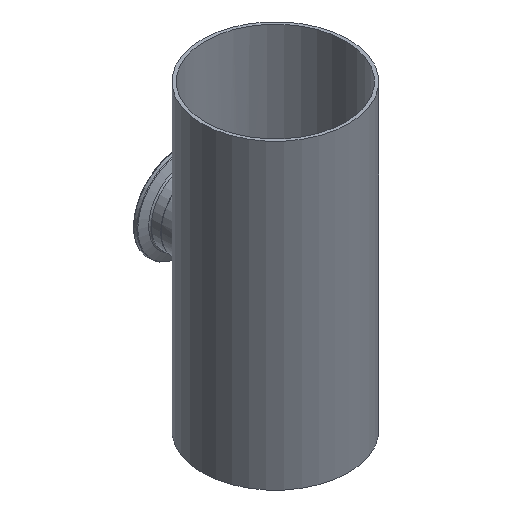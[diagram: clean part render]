
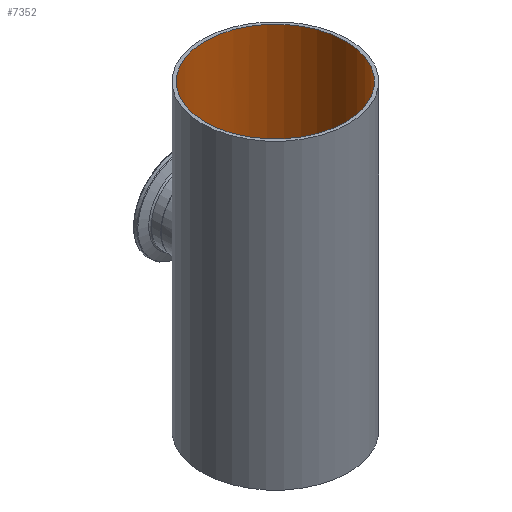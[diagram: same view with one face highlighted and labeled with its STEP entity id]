
A CAD part, isometric view. The second image highlights one B-rep face of the part: STEP entity #7352.
In plain terms, the highlighted cylindrical face has radius 48.692 mm (diameter 97.384 mm), a full revolution.
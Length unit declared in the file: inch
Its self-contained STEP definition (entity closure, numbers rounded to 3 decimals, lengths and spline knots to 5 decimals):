
#170=FACE_BOUND('',#1398,.T.);
#171=FACE_BOUND('',#1399,.T.);
#172=FACE_BOUND('',#1400,.T.);
#1398=EDGE_LOOP('',(#6852));
#1399=EDGE_LOOP('',(#6853));
#1400=EDGE_LOOP('',(#6854));
#1747=B_SPLINE_CURVE_WITH_KNOTS('',3,(#15913,#15914,#15915,#15916,#15917,
#15918,#15919,#15920,#15921,#15922,#15923,#15924,#15925,#15926,#15927,#15928,
#15929,#15930,#15931,#15932,#15933,#15934,#15935,#15936,#15937,#15938,#15939,
#15940,#15941,#15942,#15943,#15944,#15945,#15946,#15947,#15948,#15949,#15950,
#15951,#15952,#15953,#15954,#15955,#15956,#15957,#15958,#15959,#15960,#15961,
#15962,#15963,#15964,#15965,#15966,#15967,#15968,#15969,#15970,#15971,#15972,
#15973,#15974,#15975,#15976,#15977,#15978),.UNSPECIFIED.,.T.,.F.,(4,2,2,
2,2,2,2,2,2,2,2,2,2,2,2,2,2,2,2,2,2,2,2,2,2,2,2,2,2,2,2,2,4),(0.,0.45649,
0.91299,1.36948,1.82597,2.28135,2.73674,
3.19212,3.6475,4.10288,4.55826,5.01365,
5.46903,5.92552,6.38201,6.83851,7.295,
7.75149,8.20799,8.66448,9.12097,9.57636,
10.03174,10.48712,10.9425,11.39788,11.85326,
12.30865,12.76403,13.22052,13.67701,14.13351,
14.59),.UNSPECIFIED.);
#2909=CIRCLE('',#7817,1.917);
#2910=CIRCLE('',#7818,1.917);
#3632=VERTEX_POINT('',#15912);
#3634=VERTEX_POINT('',#15982);
#3635=VERTEX_POINT('',#15984);
#4707=EDGE_CURVE('',#3632,#3632,#1747,.T.);
#4709=EDGE_CURVE('',#3634,#3634,#2909,.T.);
#4710=EDGE_CURVE('',#3635,#3635,#2910,.T.);
#6852=ORIENTED_EDGE('',*,*,#4707,.T.);
#6853=ORIENTED_EDGE('',*,*,#4709,.F.);
#6854=ORIENTED_EDGE('',*,*,#4710,.F.);
#6902=CYLINDRICAL_SURFACE('',#7816,1.917);
#7352=ADVANCED_FACE('',(#170,#171,#172),#6902,.F.);
#7816=AXIS2_PLACEMENT_3D('',#15981,#9249,#9250);
#7817=AXIS2_PLACEMENT_3D('',#15983,#9251,#9252);
#7818=AXIS2_PLACEMENT_3D('',#15985,#9253,#9254);
#9249=DIRECTION('center_axis',(0.,0.,-1.));
#9250=DIRECTION('ref_axis',(-1.,0.,0.));
#9251=DIRECTION('center_axis',(0.,0.,-1.));
#9252=DIRECTION('ref_axis',(-1.,0.,0.));
#9253=DIRECTION('center_axis',(0.,0.,1.));
#9254=DIRECTION('ref_axis',(-1.,0.,0.));
#15912=CARTESIAN_POINT('',(-0.935,1.9141,7.44106));
#15913=CARTESIAN_POINT('Ctrl Pts',(-0.935,1.9141,7.44106));
#15914=CARTESIAN_POINT('Ctrl Pts',(-0.935,1.9141,7.50097));
#15915=CARTESIAN_POINT('Ctrl Pts',(-0.92915,1.91741,7.5625));
#15916=CARTESIAN_POINT('Ctrl Pts',(-0.90497,1.93059,
7.68417));
#15917=CARTESIAN_POINT('Ctrl Pts',(-0.88665,1.94043,7.74429));
#15918=CARTESIAN_POINT('Ctrl Pts',(-0.83867,1.9646,
7.85907));
#15919=CARTESIAN_POINT('Ctrl Pts',(-0.80897,1.97893,
7.91383));
#15920=CARTESIAN_POINT('Ctrl Pts',(-0.74072,2.00909,
8.01489));
#15921=CARTESIAN_POINT('Ctrl Pts',(-0.70214,2.0249,
8.0612));
#15922=CARTESIAN_POINT('Ctrl Pts',(-0.62025,2.05499,
8.1431));
#15923=CARTESIAN_POINT('Ctrl Pts',(-0.57398,2.07039,
8.18166));
#15924=CARTESIAN_POINT('Ctrl Pts',(-0.4729,2.09908,
8.24996));
#15925=CARTESIAN_POINT('Ctrl Pts',(-0.41807,2.11235,
8.2797));
#15926=CARTESIAN_POINT('Ctrl Pts',(-0.30315,2.13437,8.32774));
#15927=CARTESIAN_POINT('Ctrl Pts',(-0.24294,2.14311,
8.34607));
#15928=CARTESIAN_POINT('Ctrl Pts',(-0.12125,2.15472,
8.37024));
#15929=CARTESIAN_POINT('Ctrl Pts',(-0.05976,2.15758,
8.37606));
#15930=CARTESIAN_POINT('Ctrl Pts',(0.05976,2.15758,8.37606));
#15931=CARTESIAN_POINT('Ctrl Pts',(0.12125,2.15472,8.37024));
#15932=CARTESIAN_POINT('Ctrl Pts',(0.24294,2.14311,8.34607));
#15933=CARTESIAN_POINT('Ctrl Pts',(0.30315,2.13437,8.32774));
#15934=CARTESIAN_POINT('Ctrl Pts',(0.41807,2.11235,8.2797));
#15935=CARTESIAN_POINT('Ctrl Pts',(0.4729,2.09908,8.24996));
#15936=CARTESIAN_POINT('Ctrl Pts',(0.57398,2.07039,8.18166));
#15937=CARTESIAN_POINT('Ctrl Pts',(0.62025,2.05499,8.1431));
#15938=CARTESIAN_POINT('Ctrl Pts',(0.70214,2.0249,8.0612));
#15939=CARTESIAN_POINT('Ctrl Pts',(0.74072,2.00909,8.01489));
#15940=CARTESIAN_POINT('Ctrl Pts',(0.80897,1.97893,7.91383));
#15941=CARTESIAN_POINT('Ctrl Pts',(0.83867,1.9646,7.85907));
#15942=CARTESIAN_POINT('Ctrl Pts',(0.88665,1.94043,7.74429));
#15943=CARTESIAN_POINT('Ctrl Pts',(0.90497,1.93059,7.68417));
#15944=CARTESIAN_POINT('Ctrl Pts',(0.92915,1.91741,7.5625));
#15945=CARTESIAN_POINT('Ctrl Pts',(0.935,1.9141,7.50097));
#15946=CARTESIAN_POINT('Ctrl Pts',(0.935,1.9141,7.38115));
#15947=CARTESIAN_POINT('Ctrl Pts',(0.92915,1.91741,7.31961));
#15948=CARTESIAN_POINT('Ctrl Pts',(0.90497,1.93059,7.19795));
#15949=CARTESIAN_POINT('Ctrl Pts',(0.88665,1.94043,7.13782));
#15950=CARTESIAN_POINT('Ctrl Pts',(0.83867,1.9646,7.02305));
#15951=CARTESIAN_POINT('Ctrl Pts',(0.80897,1.97893,6.96829));
#15952=CARTESIAN_POINT('Ctrl Pts',(0.74072,2.00909,6.86723));
#15953=CARTESIAN_POINT('Ctrl Pts',(0.70214,2.0249,6.82091));
#15954=CARTESIAN_POINT('Ctrl Pts',(0.62025,2.05499,6.73901));
#15955=CARTESIAN_POINT('Ctrl Pts',(0.57398,2.07039,6.70046));
#15956=CARTESIAN_POINT('Ctrl Pts',(0.4729,2.09908,6.63216));
#15957=CARTESIAN_POINT('Ctrl Pts',(0.41807,2.11235,6.60242));
#15958=CARTESIAN_POINT('Ctrl Pts',(0.30315,2.13437,6.55438));
#15959=CARTESIAN_POINT('Ctrl Pts',(0.24294,2.14311,6.53604));
#15960=CARTESIAN_POINT('Ctrl Pts',(0.12125,2.15472,6.51188));
#15961=CARTESIAN_POINT('Ctrl Pts',(0.05976,2.15758,6.50606));
#15962=CARTESIAN_POINT('Ctrl Pts',(-0.05976,2.15758,
6.50606));
#15963=CARTESIAN_POINT('Ctrl Pts',(-0.12125,2.15472,
6.51188));
#15964=CARTESIAN_POINT('Ctrl Pts',(-0.24294,2.14311,
6.53604));
#15965=CARTESIAN_POINT('Ctrl Pts',(-0.30315,2.13437,
6.55438));
#15966=CARTESIAN_POINT('Ctrl Pts',(-0.41807,2.11235,
6.60242));
#15967=CARTESIAN_POINT('Ctrl Pts',(-0.4729,2.09908,
6.63216));
#15968=CARTESIAN_POINT('Ctrl Pts',(-0.57398,2.07039,
6.70046));
#15969=CARTESIAN_POINT('Ctrl Pts',(-0.62025,2.05499,
6.73901));
#15970=CARTESIAN_POINT('Ctrl Pts',(-0.70214,2.0249,
6.82091));
#15971=CARTESIAN_POINT('Ctrl Pts',(-0.74072,2.00909,
6.86723));
#15972=CARTESIAN_POINT('Ctrl Pts',(-0.80897,1.97893,
6.96829));
#15973=CARTESIAN_POINT('Ctrl Pts',(-0.83867,1.9646,
7.02305));
#15974=CARTESIAN_POINT('Ctrl Pts',(-0.88665,1.94043,7.13782));
#15975=CARTESIAN_POINT('Ctrl Pts',(-0.90497,1.93059,
7.19795));
#15976=CARTESIAN_POINT('Ctrl Pts',(-0.92915,1.91741,7.31961));
#15977=CARTESIAN_POINT('Ctrl Pts',(-0.935,1.9141,7.38115));
#15978=CARTESIAN_POINT('Ctrl Pts',(-0.935,1.9141,7.44106));
#15981=CARTESIAN_POINT('Origin',(0.,0.24058,11.56606));
#15982=CARTESIAN_POINT('',(1.917,0.24058,11.56606));
#15983=CARTESIAN_POINT('Origin',(0.,0.24058,11.56606));
#15984=CARTESIAN_POINT('',(1.917,0.24058,3.31606));
#15985=CARTESIAN_POINT('Origin',(0.,0.24058,3.31606));
